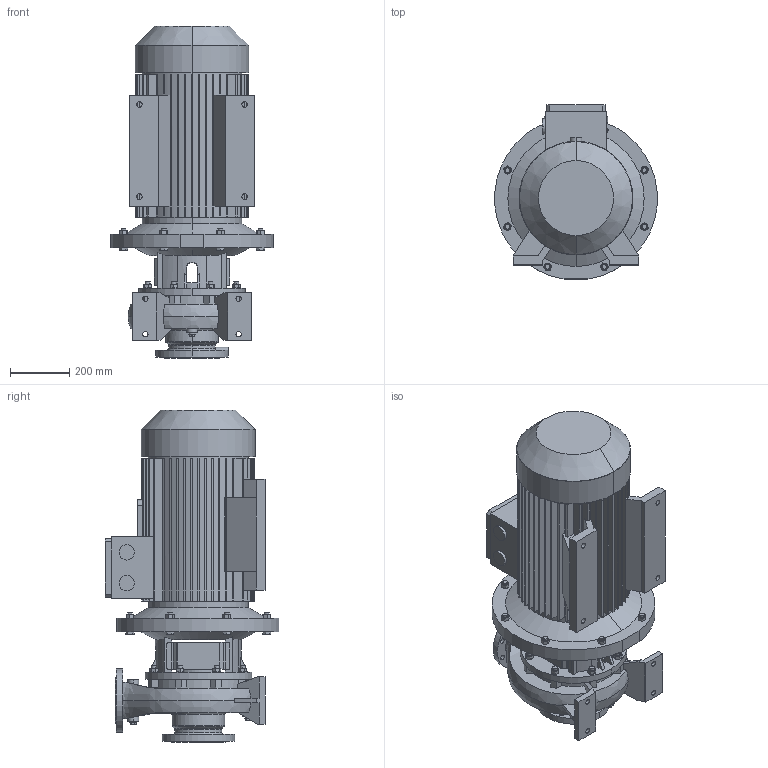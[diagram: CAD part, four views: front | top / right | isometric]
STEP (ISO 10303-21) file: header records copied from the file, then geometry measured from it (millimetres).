
FILE_DESCRIPTION (( 'STEP AP214' ), '1' );
FILE_NAME ('ﾌﾓ-311-200-ﾌ3-311-220-02-20.step', '2025-04-07T08:18:49', ( 'adb' ), ( '' ), 'SwSTEP 2.0', 'SolidWorks 2016', '' );
FILE_SCHEMA (( 'AUTOMOTIVE_DESIGN' ));
Length unit declared in the file: millimetre
Products named in the file (1): ﾌﾓ-311-200-ﾌ3-311-220-02-20
Bounding box: 548.5 x 587 x 1121 mm (x, y, z)
Volume: 103161158.5 mm3; surface area: 4505813.5 mm2
Topology: 7 solids, 24 shells, 1222 faces, 3211 edges, 2105 vertices
Faces by surface type: plane 672, cylinder 406, cone 110, bspline 27, torus 7
Entity records: 61807 total; most frequent: CARTESIAN_POINT 18145, ORIENTED_EDGE 6418, DIRECTION 6051, EDGE_CURVE 3209, AXIS2_PLACEMENT_3D 2186, VERTEX_POINT 2105, LINE 1679, VECTOR 1679
